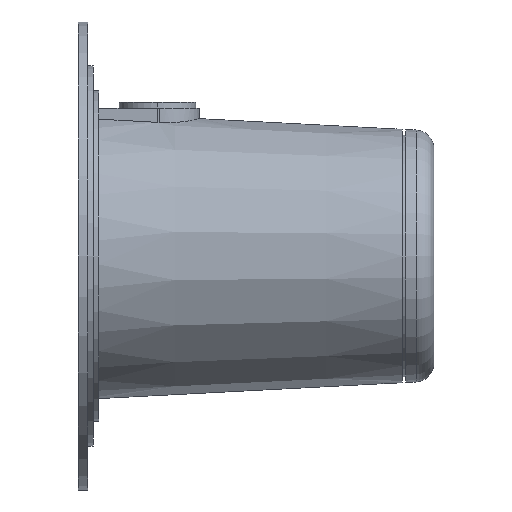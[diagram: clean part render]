
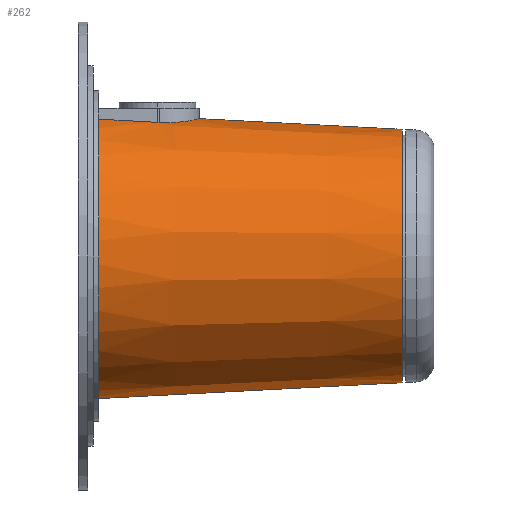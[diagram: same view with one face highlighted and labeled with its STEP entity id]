
A CAD part, left-side view. The second image highlights one B-rep face of the part: STEP entity #262.
In plain terms, the highlighted conical face has half-angle 3 degrees and reference radius 76.5 mm.
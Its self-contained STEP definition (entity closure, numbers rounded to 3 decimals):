
#30 = DIRECTION ( 'NONE',  ( 0., -1., 0. ) ) ;
#76 = CARTESIAN_POINT ( 'NONE',  ( 0., -168., 67.695 ) ) ;
#103 = CARTESIAN_POINT ( 'NONE',  ( -9.534, -57.628, 72.87 ) ) ;
#116 = CARTESIAN_POINT ( 'NONE',  ( -20.77, -43.954, 71.231 ) ) ;
#135 = CARTESIAN_POINT ( 'NONE',  ( -21.445, -24.264, 72.107 ) ) ;
#137 = ORIENTED_EDGE ( 'NONE', *, *, #597, .F. ) ;
#142 = B_SPLINE_CURVE_WITH_KNOTS ( 'NONE', 3,
 ( #2576, #2370, #947, #1357, #135, #148, #960 ),
 .UNSPECIFIED., .F., .F.,
 ( 4, 3, 4 ),
 ( 0.055, 0.059, 0.087 ),
 .UNSPECIFIED. ) ;
#148 = CARTESIAN_POINT ( 'NONE',  ( -21.445, -15.132, 72.606 ) ) ;
#256 = AXIS2_PLACEMENT_3D ( 'NONE', #1509, #2119, #1929 ) ;
#257 = CARTESIAN_POINT ( 'NONE',  ( -21.466, -38.034, 71.347 ) ) ;
#262 = ADVANCED_FACE ( 'NONE', ( #2434 ), #1227, .T. ) ;
#310 = CARTESIAN_POINT ( 'NONE',  ( -12.507, -55.805, 72.507 ) ) ;
#323 = CARTESIAN_POINT ( 'NONE',  ( -21.466, -39.762, 71.253 ) ) ;
#381 = B_SPLINE_CURVE_WITH_KNOTS ( 'NONE', 3,
 ( #1789, #2533, #505, #1959, #715, #2146, #913, #2338, #1126, #2540, #1325, #103, #1548, #310, #1763, #519, #1968, #725, #2154, #926, #2347, #1133, #2556, #1337, #116, #1561, #323, #1776 ),
 .UNSPECIFIED., .F., .F.,
 ( 4, 2, 2, 2, 2, 2, 2, 2, 2, 2, 2, 2, 2, 4 ),
 ( 0.035, 0.037, 0.039, 0.041, 0.042, 0.043, 0.047, 0.049, 0.051, 0.056, 0.058, 0.06, 0.064, 0.068 ),
 .UNSPECIFIED. ) ;
#397 = EDGE_CURVE ( 'NONE', #2618, #1069, #1110, .T. ) ;
#400 = CARTESIAN_POINT ( 'NONE',  ( 0., -168., -67.695 ) ) ;
#420 = EDGE_CURVE ( 'NONE', #2618, #791, #2113, .T. ) ;
#432 = EDGE_CURVE ( 'NONE', #933, #1065, #142, .T. ) ;
#470 = CARTESIAN_POINT ( 'NONE',  ( -21.445, -37.402, 71.388 ) ) ;
#505 = CARTESIAN_POINT ( 'NONE',  ( -1.419, -59.772, 73.357 ) ) ;
#519 = CARTESIAN_POINT ( 'NONE',  ( -14.159, -54.494, 72.272 ) ) ;
#525 = CARTESIAN_POINT ( 'NONE',  ( 0., -168., 0. ) ) ;
#543 = EDGE_CURVE ( 'NONE', #1065, #1567, #1839, .T. ) ;
#597 = EDGE_CURVE ( 'NONE', #1069, #1567, #1159, .T. ) ;
#599 = VECTOR ( 'NONE', #2069, 1000. ) ;
#715 = CARTESIAN_POINT ( 'NONE',  ( -3.516, -59.53, 73.299 ) ) ;
#721 = VERTEX_POINT ( 'NONE', #2415 ) ;
#723 = CARTESIAN_POINT ( 'NONE',  ( 0., 0., 76.5 ) ) ;
#725 = CARTESIAN_POINT ( 'NONE',  ( -16.164, -52.539, 71.96 ) ) ;
#733 = DIRECTION ( 'NONE',  ( 0., 0., -1. ) ) ;
#791 = VERTEX_POINT ( 'NONE', #2361 ) ;
#824 = CARTESIAN_POINT ( 'NONE',  ( -21.445, -37.402, 71.388 ) ) ;
#838 = ORIENTED_EDGE ( 'NONE', *, *, #432, .T. ) ;
#866 = CARTESIAN_POINT ( 'NONE',  ( -21.466, -38.348, 71.33 ) ) ;
#913 = CARTESIAN_POINT ( 'NONE',  ( -5.568, -59.086, 73.195 ) ) ;
#926 = CARTESIAN_POINT ( 'NONE',  ( -18.222, -49.715, 71.614 ) ) ;
#933 = VERTEX_POINT ( 'NONE', #824 ) ;
#937 = EDGE_LOOP ( 'NONE', ( #2153, #2604, #1203, #2003, #838, #1729, #137 ) ) ;
#947 = CARTESIAN_POINT ( 'NONE',  ( -21.445, -34.731, 71.534 ) ) ;
#959 = EDGE_CURVE ( 'NONE', #791, #721, #381, .T. ) ;
#960 = CARTESIAN_POINT ( 'NONE',  ( -21.445, -6., 73.105 ) ) ;
#1065 = VERTEX_POINT ( 'NONE', #1845 ) ;
#1069 = VERTEX_POINT ( 'NONE', #400 ) ;
#1110 = CIRCLE ( 'NONE', #1402, 67.695 ) ;
#1126 = CARTESIAN_POINT ( 'NONE',  ( -6.909, -58.669, 73.1 ) ) ;
#1133 = CARTESIAN_POINT ( 'NONE',  ( -19.253, -47.865, 71.443 ) ) ;
#1159 = LINE ( 'NONE', #1267, #599 ) ;
#1203 = ORIENTED_EDGE ( 'NONE', *, *, #959, .T. ) ;
#1227 = CONICAL_SURFACE ( 'NONE', #256, 76.5, 0.052 ) ;
#1257 = CARTESIAN_POINT ( 'NONE',  ( 0., -6., 0. ) ) ;
#1267 = CARTESIAN_POINT ( 'NONE',  ( 0., 0., -76.5 ) ) ;
#1325 = CARTESIAN_POINT ( 'NONE',  ( -7.905, -58.304, 73.019 ) ) ;
#1337 = CARTESIAN_POINT ( 'NONE',  ( -20.359, -45.295, 71.278 ) ) ;
#1357 = CARTESIAN_POINT ( 'NONE',  ( -21.445, -33.396, 71.608 ) ) ;
#1402 = AXIS2_PLACEMENT_3D ( 'NONE', #525, #1982, #733 ) ;
#1477 = DIRECTION ( 'NONE',  ( 0., 0., -1. ) ) ;
#1509 = CARTESIAN_POINT ( 'NONE',  ( 0., 0., 0. ) ) ;
#1548 = CARTESIAN_POINT ( 'NONE',  ( -10.765, -56.968, 72.731 ) ) ;
#1561 = CARTESIAN_POINT ( 'NONE',  ( -21.328, -41.167, 71.218 ) ) ;
#1567 = VERTEX_POINT ( 'NONE', #1854 ) ;
#1585 = VECTOR ( 'NONE', #2346, 1000. ) ;
#1651 = B_SPLINE_CURVE_WITH_KNOTS ( 'NONE', 3,
 ( #866, #257, #1709, #470 ),
 .UNSPECIFIED., .F., .F.,
 ( 4, 4 ),
 ( 0.068, 0.069 ),
 .UNSPECIFIED. ) ;
#1709 = CARTESIAN_POINT ( 'NONE',  ( -21.459, -37.718, 71.367 ) ) ;
#1729 = ORIENTED_EDGE ( 'NONE', *, *, #543, .T. ) ;
#1763 = CARTESIAN_POINT ( 'NONE',  ( -13.069, -55.388, 72.43 ) ) ;
#1776 = CARTESIAN_POINT ( 'NONE',  ( -21.466, -38.348, 71.33 ) ) ;
#1789 = CARTESIAN_POINT ( 'NONE',  ( 0., -59.807, 73.366 ) ) ;
#1839 = CIRCLE ( 'NONE', #1953, 76.186 ) ;
#1845 = CARTESIAN_POINT ( 'NONE',  ( -21.445, -6., 73.105 ) ) ;
#1854 = CARTESIAN_POINT ( 'NONE',  ( 0., -6., -76.186 ) ) ;
#1929 = DIRECTION ( 'NONE',  ( 0., 0., -1. ) ) ;
#1953 = AXIS2_PLACEMENT_3D ( 'NONE', #1257, #30, #1477 ) ;
#1959 = CARTESIAN_POINT ( 'NONE',  ( -2.822, -59.633, 73.324 ) ) ;
#1968 = CARTESIAN_POINT ( 'NONE',  ( -14.681, -54.021, 72.193 ) ) ;
#1982 = DIRECTION ( 'NONE',  ( 0., -1., 0. ) ) ;
#2003 = ORIENTED_EDGE ( 'NONE', *, *, #2504, .T. ) ;
#2069 = DIRECTION ( 'NONE',  ( 0., 0.999, -0.052 ) ) ;
#2113 = LINE ( 'NONE', #723, #1585 ) ;
#2119 = DIRECTION ( 'NONE',  ( 0., 1., 0. ) ) ;
#2146 = CARTESIAN_POINT ( 'NONE',  ( -4.889, -59.256, 73.235 ) ) ;
#2153 = ORIENTED_EDGE ( 'NONE', *, *, #397, .F. ) ;
#2154 = CARTESIAN_POINT ( 'NONE',  ( -17.049, -51.464, 71.811 ) ) ;
#2338 = CARTESIAN_POINT ( 'NONE',  ( -6.575, -58.78, 73.125 ) ) ;
#2346 = DIRECTION ( 'NONE',  ( 0., 0.999, 0.052 ) ) ;
#2347 = CARTESIAN_POINT ( 'NONE',  ( -18.588, -49.106, 71.552 ) ) ;
#2361 = CARTESIAN_POINT ( 'NONE',  ( 0., -59.807, 73.366 ) ) ;
#2370 = CARTESIAN_POINT ( 'NONE',  ( -21.445, -36.067, 71.461 ) ) ;
#2415 = CARTESIAN_POINT ( 'NONE',  ( -21.466, -38.348, 71.33 ) ) ;
#2434 = FACE_OUTER_BOUND ( 'NONE', #937, .T. ) ;
#2504 = EDGE_CURVE ( 'NONE', #721, #933, #1651, .T. ) ;
#2533 = CARTESIAN_POINT ( 'NONE',  ( -0.706, -59.807, 73.366 ) ) ;
#2540 = CARTESIAN_POINT ( 'NONE',  ( -7.574, -58.432, 73.047 ) ) ;
#2556 = CARTESIAN_POINT ( 'NONE',  ( -19.554, -47.232, 71.396 ) ) ;
#2576 = CARTESIAN_POINT ( 'NONE',  ( -21.445, -37.402, 71.388 ) ) ;
#2604 = ORIENTED_EDGE ( 'NONE', *, *, #420, .T. ) ;
#2618 = VERTEX_POINT ( 'NONE', #76 ) ;
